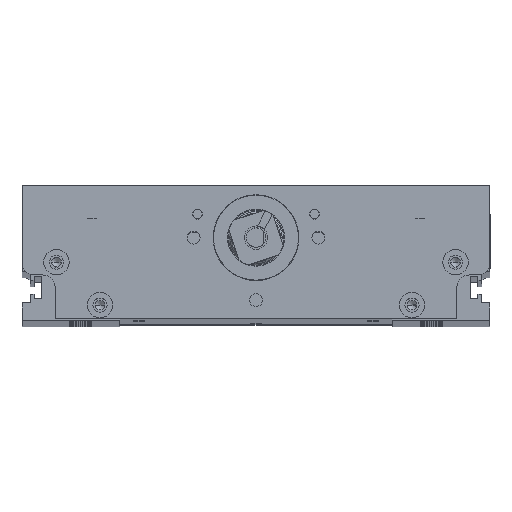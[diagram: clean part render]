
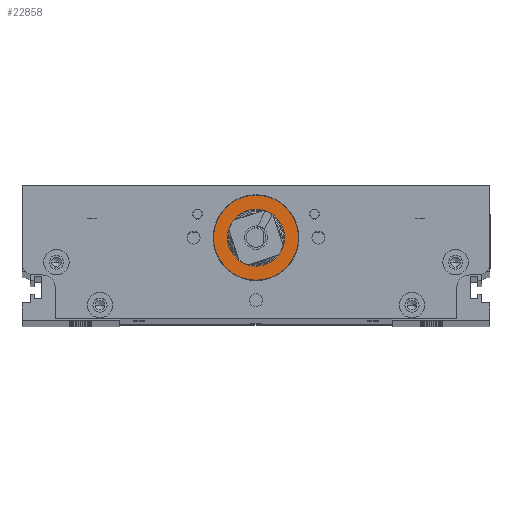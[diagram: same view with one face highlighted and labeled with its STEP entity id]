
A CAD part, top view. The second image highlights one B-rep face of the part: STEP entity #22858.
In plain terms, the highlighted planar face has unit normal (0, 0, 1).
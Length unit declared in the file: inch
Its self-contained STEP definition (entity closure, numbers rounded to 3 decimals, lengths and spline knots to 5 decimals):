
#1005 = ORIENTED_EDGE ( 'NONE', *, *, #57655, .T. ) ;
#5863 = CARTESIAN_POINT ( 'NONE',  ( 0.42907, 0.59326, 18.47323 ) ) ;
#6512 = DIRECTION ( 'NONE',  ( 0., 0., -1. ) ) ;
#9370 = CIRCLE ( 'NONE', #63958, 0.42907 ) ;
#10260 = CIRCLE ( 'NONE', #47307, 0.2874 ) ;
#12620 = CARTESIAN_POINT ( 'NONE',  ( 0.2874, 0.59326, 18.47323 ) ) ;
#19334 = ORIENTED_EDGE ( 'NONE', *, *, #33055, .F. ) ;
#19772 = DIRECTION ( 'NONE',  ( 1., 0., 0. ) ) ;
#21254 = ORIENTED_EDGE ( 'NONE', *, *, #61579, .T. ) ;
#22858 = ADVANCED_FACE ( 'NONE', ( #67376, #46149 ), #67031, .T. ) ;
#23055 = VERTEX_POINT ( 'NONE', #12620 ) ;
#26212 = CIRCLE ( 'NONE', #63354, 0.2874 ) ;
#26294 = ORIENTED_EDGE ( 'NONE', *, *, #48239, .F. ) ;
#26319 = DIRECTION ( 'NONE',  ( 1., 0., 0. ) ) ;
#27581 = EDGE_LOOP ( 'NONE', ( #26294, #19334 ) ) ;
#31476 = CIRCLE ( 'NONE', #67512, 0.42907 ) ;
#31493 = DIRECTION ( 'NONE',  ( -1., 0., 0. ) ) ;
#33055 = EDGE_CURVE ( 'NONE', #49343, #65283, #9370, .T. ) ;
#34099 = CARTESIAN_POINT ( 'NONE',  ( -0.2874, 0.59326, 18.47323 ) ) ;
#36918 = DIRECTION ( 'NONE',  ( 1., 0., 0. ) ) ;
#38869 = CARTESIAN_POINT ( 'NONE',  ( 0., 0.59326, 18.47323 ) ) ;
#45096 = DIRECTION ( 'NONE',  ( 0., 0., -1. ) ) ;
#46149 = FACE_BOUND ( 'NONE', #59975, .T. ) ;
#47307 = AXIS2_PLACEMENT_3D ( 'NONE', #50224, #45096, #19772 ) ;
#48117 = DIRECTION ( 'NONE',  ( 0., 0., -1. ) ) ;
#48239 = EDGE_CURVE ( 'NONE', #65283, #49343, #31476, .T. ) ;
#49343 = VERTEX_POINT ( 'NONE', #5863 ) ;
#50224 = CARTESIAN_POINT ( 'NONE',  ( 0., 0.59326, 18.47323 ) ) ;
#51629 = DIRECTION ( 'NONE',  ( 0., 0., 1. ) ) ;
#52312 = CARTESIAN_POINT ( 'NONE',  ( 0., 0.59326, 18.47323 ) ) ;
#53337 = CARTESIAN_POINT ( 'NONE',  ( 0., 0.59326, 18.47323 ) ) ;
#56961 = AXIS2_PLACEMENT_3D ( 'NONE', #52312, #51629, #26319 ) ;
#57655 = EDGE_CURVE ( 'NONE', #23055, #64798, #26212, .T. ) ;
#59975 = EDGE_LOOP ( 'NONE', ( #1005, #21254 ) ) ;
#61579 = EDGE_CURVE ( 'NONE', #64798, #23055, #10260, .T. ) ;
#62934 = DIRECTION ( 'NONE',  ( 0., 0., -1. ) ) ;
#63354 = AXIS2_PLACEMENT_3D ( 'NONE', #53337, #62934, #36918 ) ;
#63958 = AXIS2_PLACEMENT_3D ( 'NONE', #64299, #6512, #31493 ) ;
#64299 = CARTESIAN_POINT ( 'NONE',  ( 0., 0.59326, 18.47323 ) ) ;
#64798 = VERTEX_POINT ( 'NONE', #34099 ) ;
#65237 = DIRECTION ( 'NONE',  ( -1., 0., 0. ) ) ;
#65283 = VERTEX_POINT ( 'NONE', #66352 ) ;
#66352 = CARTESIAN_POINT ( 'NONE',  ( -0.42907, 0.59326, 18.47323 ) ) ;
#67031 = PLANE ( 'NONE',  #56961 ) ;
#67376 = FACE_OUTER_BOUND ( 'NONE', #27581, .T. ) ;
#67512 = AXIS2_PLACEMENT_3D ( 'NONE', #38869, #48117, #65237 ) ;
